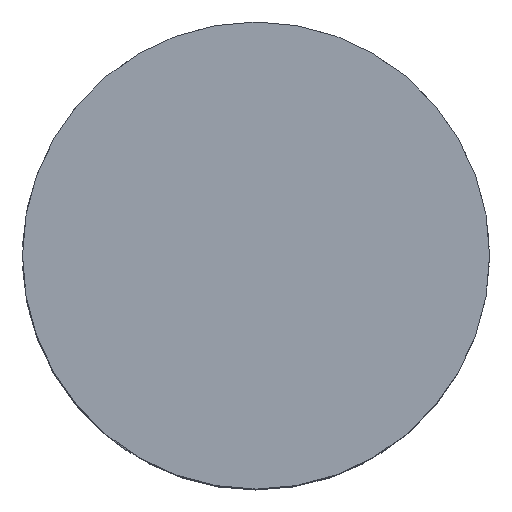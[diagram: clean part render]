
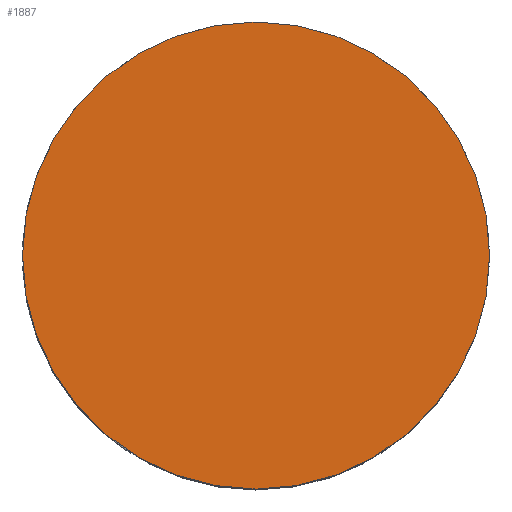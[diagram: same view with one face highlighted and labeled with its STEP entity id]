
A CAD part, top view. The second image highlights one B-rep face of the part: STEP entity #1887.
In plain terms, the highlighted planar face has unit normal (0, 0, 1).
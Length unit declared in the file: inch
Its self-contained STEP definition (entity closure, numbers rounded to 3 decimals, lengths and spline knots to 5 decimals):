
#931 = VERTEX_POINT( '', #2401 );
#1551 = EDGE_CURVE( '', #1687, #931, #3080, .T. );
#1687 = VERTEX_POINT( '', #3235 );
#1887 = ADVANCED_FACE( '', ( #3458 ), #3459, .T. );
#2099 = EDGE_CURVE( '', #931, #1687, #3689, .T. );
#2401 = CARTESIAN_POINT( '', ( 2.81648, 0.0023, 10.25 ) );
#3080 = CIRCLE( '', #6250, 2.8125 );
#3235 = CARTESIAN_POINT( '', ( -2.80852, 0.0023, 10.25 ) );
#3458 = FACE_OUTER_BOUND( '', #7060, .T. );
#3459 = PLANE( '', #7061 );
#3689 = CIRCLE( '', #7421, 2.8125 );
#6250 = AXIS2_PLACEMENT_3D( '', #8634, #8635, #8636 );
#7060 = EDGE_LOOP( '', ( #9153, #9154 ) );
#7061 = AXIS2_PLACEMENT_3D( '', #9155, #9156, #9157 );
#7421 = AXIS2_PLACEMENT_3D( '', #9437, #9438, #9439 );
#8634 = CARTESIAN_POINT( '', ( 0.00398, 0.0023, 10.25 ) );
#8635 = DIRECTION( '', ( 0., 0., -1. ) );
#8636 = DIRECTION( '', ( 1., 0., 0. ) );
#9153 = ORIENTED_EDGE( '', *, *, #2099, .F. );
#9154 = ORIENTED_EDGE( '', *, *, #1551, .F. );
#9155 = CARTESIAN_POINT( '', ( 0.00398, 0.0023, 10.25 ) );
#9156 = DIRECTION( '', ( 0., 0., 1. ) );
#9157 = DIRECTION( '', ( 1., 0., 0. ) );
#9437 = CARTESIAN_POINT( '', ( 0.00398, 0.0023, 10.25 ) );
#9438 = DIRECTION( '', ( 0., 0., -1. ) );
#9439 = DIRECTION( '', ( 1., 0., 0. ) );
